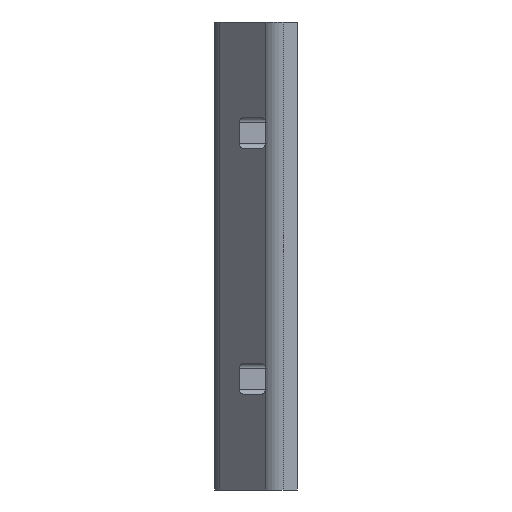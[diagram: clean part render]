
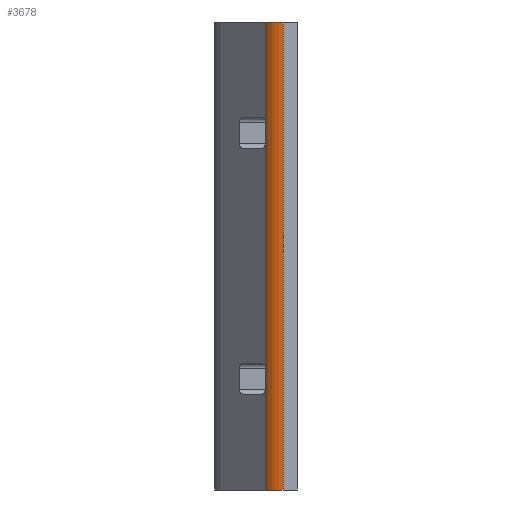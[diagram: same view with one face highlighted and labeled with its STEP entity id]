
A CAD part, front view. The second image highlights one B-rep face of the part: STEP entity #3678.
In plain terms, the highlighted cylindrical face has radius 10 mm (diameter 20 mm), a partial arc.
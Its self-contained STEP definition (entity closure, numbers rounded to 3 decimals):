
#41 = ORIENTED_EDGE ( 'NONE', *, *, #4444, .F. ) ;
#140 = AXIS2_PLACEMENT_3D ( 'NONE', #1471, #2165, #3160 ) ;
#271 = EDGE_CURVE ( 'NONE', #2151, #2068, #4356, .T. ) ;
#282 = EDGE_LOOP ( 'NONE', ( #41, #3812, #639, #4303 ) ) ;
#536 = CARTESIAN_POINT ( 'NONE',  ( -107.494, 3.467, 377.116 ) ) ;
#639 = ORIENTED_EDGE ( 'NONE', *, *, #271, .T. ) ;
#732 = CIRCLE ( 'NONE', #2410, 10. ) ;
#1007 = CARTESIAN_POINT ( 'NONE',  ( -99.923, 10., 0. ) ) ;
#1184 = CARTESIAN_POINT ( 'NONE',  ( -99.923, 0., 200. ) ) ;
#1414 = DIRECTION ( 'NONE',  ( 0., 0., -1. ) ) ;
#1443 = CARTESIAN_POINT ( 'NONE',  ( -107.494, 3.467, 200. ) ) ;
#1471 = CARTESIAN_POINT ( 'NONE',  ( -99.923, 10., 200. ) ) ;
#1700 = CARTESIAN_POINT ( 'NONE',  ( -99.923, 0., 377.116 ) ) ;
#1710 = DIRECTION ( 'NONE',  ( 1., 0., 0. ) ) ;
#1758 = DIRECTION ( 'NONE',  ( -1., 0., 0. ) ) ;
#1820 = CYLINDRICAL_SURFACE ( 'NONE', #3975, 10. ) ;
#1900 = VERTEX_POINT ( 'NONE', #1184 ) ;
#1992 = VERTEX_POINT ( 'NONE', #2381 ) ;
#2024 = EDGE_CURVE ( 'NONE', #2068, #1992, #732, .T. ) ;
#2060 = DIRECTION ( 'NONE',  ( 0., 0., 1. ) ) ;
#2068 = VERTEX_POINT ( 'NONE', #3703 ) ;
#2151 = VERTEX_POINT ( 'NONE', #1443 ) ;
#2165 = DIRECTION ( 'NONE',  ( 0., 0., -1. ) ) ;
#2381 = CARTESIAN_POINT ( 'NONE',  ( -99.923, 0., 0. ) ) ;
#2410 = AXIS2_PLACEMENT_3D ( 'NONE', #1007, #2060, #1710 ) ;
#2511 = FACE_OUTER_BOUND ( 'NONE', #282, .T. ) ;
#2562 = VECTOR ( 'NONE', #1414, 1000. ) ;
#2866 = DIRECTION ( 'NONE',  ( 0., 0., -1. ) ) ;
#3151 = LINE ( 'NONE', #1700, #2562 ) ;
#3160 = DIRECTION ( 'NONE',  ( -1., 0., 0. ) ) ;
#3195 = VECTOR ( 'NONE', #3300, 1000. ) ;
#3206 = CARTESIAN_POINT ( 'NONE',  ( -99.923, 10., 377.116 ) ) ;
#3300 = DIRECTION ( 'NONE',  ( 0., 0., -1. ) ) ;
#3625 = EDGE_CURVE ( 'NONE', #1900, #2151, #3907, .T. ) ;
#3678 = ADVANCED_FACE ( 'NONE', ( #2511 ), #1820, .T. ) ;
#3703 = CARTESIAN_POINT ( 'NONE',  ( -107.494, 3.467, 0. ) ) ;
#3812 = ORIENTED_EDGE ( 'NONE', *, *, #3625, .T. ) ;
#3907 = CIRCLE ( 'NONE', #140, 10. ) ;
#3975 = AXIS2_PLACEMENT_3D ( 'NONE', #3206, #2866, #1758 ) ;
#4303 = ORIENTED_EDGE ( 'NONE', *, *, #2024, .T. ) ;
#4356 = LINE ( 'NONE', #536, #3195 ) ;
#4444 = EDGE_CURVE ( 'NONE', #1900, #1992, #3151, .T. ) ;
